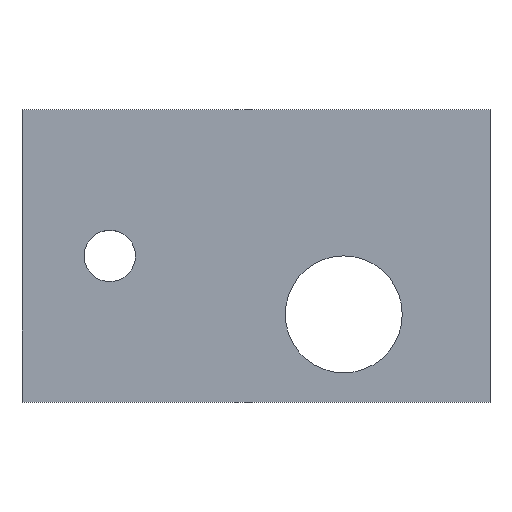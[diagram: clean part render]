
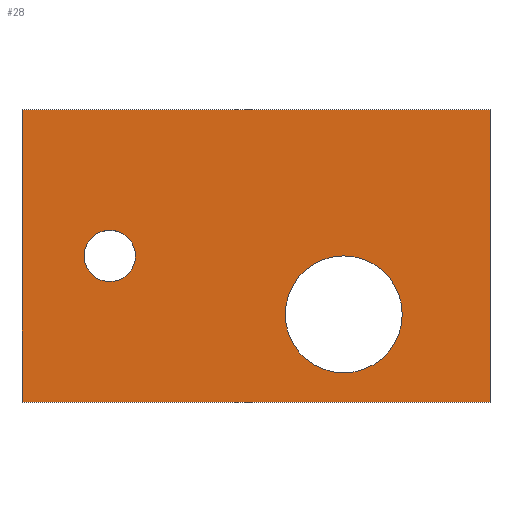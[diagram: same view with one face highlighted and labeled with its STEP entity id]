
A CAD part, top view. The second image highlights one B-rep face of the part: STEP entity #28.
In plain terms, the highlighted planar face has unit normal (0, 0, 1).
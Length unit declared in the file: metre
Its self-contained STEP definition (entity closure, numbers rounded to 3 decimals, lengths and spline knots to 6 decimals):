
#9 = EDGE_LOOP ( 'NONE', ( #157, #93 ) ) ;
#28 = ADVANCED_FACE ( 'NONE', ( #392, #393, #394 ), #395, .F. ) ;
#51 = VERTEX_POINT ( 'NONE', #485 ) ;
#74 = EDGE_LOOP ( 'NONE', ( #908, #145 ) ) ;
#93 = ORIENTED_EDGE ( 'NONE', *, *, #1208, .T. ) ;
#119 = EDGE_CURVE ( 'NONE', #851, #1047, #960, .T. ) ;
#120 = EDGE_LOOP ( 'NONE', ( #258, #205, #250, #204 ) ) ;
#133 = VERTEX_POINT ( 'NONE', #989 ) ;
#145 = ORIENTED_EDGE ( 'NONE', *, *, #221, .T. ) ;
#157 = ORIENTED_EDGE ( 'NONE', *, *, #119, .T. ) ;
#203 = VERTEX_POINT ( 'NONE', #778 ) ;
#204 = ORIENTED_EDGE ( 'NONE', *, *, #244, .T. ) ;
#205 = ORIENTED_EDGE ( 'NONE', *, *, #1102, .T. ) ;
#221 = EDGE_CURVE ( 'NONE', #203, #133, #281, .T. ) ;
#244 = EDGE_CURVE ( 'NONE', #51, #261, #352, .T. ) ;
#250 = ORIENTED_EDGE ( 'NONE', *, *, #1275, .T. ) ;
#258 = ORIENTED_EDGE ( 'NONE', *, *, #425, .T. ) ;
#261 = VERTEX_POINT ( 'NONE', #416 ) ;
#281 = CIRCLE ( 'NONE', #282, 0.02 ) ;
#282 = AXIS2_PLACEMENT_3D ( 'NONE', #283, #284, #285 ) ;
#283 = CARTESIAN_POINT ( 'NONE',  ( 0.11, 0.03, 0.05 ) ) ;
#284 = DIRECTION ( 'NONE',  ( 0., 0., -1. ) ) ;
#285 = DIRECTION ( 'NONE',  ( -1., 0., 0. ) ) ;
#352 = LINE ( 'NONE', #353, #354 ) ;
#353 = CARTESIAN_POINT ( 'NONE',  ( 0., 0.1, 0.05 ) ) ;
#354 = VECTOR ( 'NONE',  #356 ,1. ) ;
#356 = DIRECTION ( 'NONE',  ( -1., 0., 0. ) ) ;
#392 = FACE_BOUND ( 'NONE', #9, .T. ) ;
#393 = FACE_BOUND ( 'NONE', #74, .T. ) ;
#394 = FACE_OUTER_BOUND ( 'NONE', #120, .T. ) ;
#395 = PLANE ( 'NONE',  #396 ) ;
#396 = AXIS2_PLACEMENT_3D ( 'NONE', #397, #398, #399 ) ;
#397 = CARTESIAN_POINT ( 'NONE',  ( 0., 0.1, 0.05 ) ) ;
#398 = DIRECTION ( 'NONE',  ( 0., 0., -1. ) ) ;
#399 = DIRECTION ( 'NONE',  ( -1., 0., 0. ) ) ;
#416 = CARTESIAN_POINT ( 'NONE',  ( 0., 0.1, 0.05 ) ) ;
#425 = EDGE_CURVE ( 'NONE', #261, #1210, #520, .T. ) ;
#485 = CARTESIAN_POINT ( 'NONE',  ( 0.16, 0.1, 0.05 ) ) ;
#520 = LINE ( 'NONE', #521, #522 ) ;
#521 = CARTESIAN_POINT ( 'NONE',  ( 0., 0., 0.05 ) ) ;
#522 = VECTOR ( 'NONE',  #523 ,1. ) ;
#523 = DIRECTION ( 'NONE',  ( 0., -1., 0. ) ) ;
#582 = EDGE_CURVE ( 'NONE', #133, #203, #633, .T. ) ;
#633 = CIRCLE ( 'NONE', #634, 0.02 ) ;
#634 = AXIS2_PLACEMENT_3D ( 'NONE', #636, #637, #638 ) ;
#636 = CARTESIAN_POINT ( 'NONE',  ( 0.11, 0.03, 0.05 ) ) ;
#637 = DIRECTION ( 'NONE',  ( 0., 0., -1. ) ) ;
#638 = DIRECTION ( 'NONE',  ( -1., 0., 0. ) ) ;
#731 = LINE ( 'NONE', #732, #733 ) ;
#732 = CARTESIAN_POINT ( 'NONE',  ( 0.16, 0., 0.05 ) ) ;
#733 = VECTOR ( 'NONE',  #734 ,1. ) ;
#734 = DIRECTION ( 'NONE',  ( 0., 1., 0. ) ) ;
#771 = CARTESIAN_POINT ( 'NONE',  ( 0.16, 0., 0.05 ) ) ;
#778 = CARTESIAN_POINT ( 'NONE',  ( 0.13, 0.03, 0.05 ) ) ;
#811 = CARTESIAN_POINT ( 'NONE',  ( 0.0212, 0.05, 0.05 ) ) ;
#851 = VERTEX_POINT ( 'NONE', #811 ) ;
#908 = ORIENTED_EDGE ( 'NONE', *, *, #582, .T. ) ;
#933 = CARTESIAN_POINT ( 'NONE',  ( 0.0388, 0.05, 0.05 ) ) ;
#954 = LINE ( 'NONE', #955, #956 ) ;
#955 = CARTESIAN_POINT ( 'NONE',  ( 0., 0., 0.05 ) ) ;
#956 = VECTOR ( 'NONE',  #957 ,1. ) ;
#957 = DIRECTION ( 'NONE',  ( 1., 0., 0. ) ) ;
#960 = CIRCLE ( 'NONE', #961, 0.0088 ) ;
#961 = AXIS2_PLACEMENT_3D ( 'NONE', #962, #963, #964 ) ;
#962 = CARTESIAN_POINT ( 'NONE',  ( 0.03, 0.05, 0.05 ) ) ;
#963 = DIRECTION ( 'NONE',  ( 0., 0., -1. ) ) ;
#964 = DIRECTION ( 'NONE',  ( -1., 0., 0. ) ) ;
#983 = CIRCLE ( 'NONE', #984, 0.0088 ) ;
#984 = AXIS2_PLACEMENT_3D ( 'NONE', #985, #986, #987 ) ;
#985 = CARTESIAN_POINT ( 'NONE',  ( 0.03, 0.05, 0.05 ) ) ;
#986 = DIRECTION ( 'NONE',  ( 0., 0., -1. ) ) ;
#987 = DIRECTION ( 'NONE',  ( -1., 0., 0. ) ) ;
#989 = CARTESIAN_POINT ( 'NONE',  ( 0.09, 0.03, 0.05 ) ) ;
#990 = CARTESIAN_POINT ( 'NONE',  ( 0., 0., 0.05 ) ) ;
#1047 = VERTEX_POINT ( 'NONE', #933 ) ;
#1102 = EDGE_CURVE ( 'NONE', #1210, #1286, #954, .T. ) ;
#1208 = EDGE_CURVE ( 'NONE', #1047, #851, #983, .T. ) ;
#1210 = VERTEX_POINT ( 'NONE', #990 ) ;
#1275 = EDGE_CURVE ( 'NONE', #1286, #51, #731, .T. ) ;
#1286 = VERTEX_POINT ( 'NONE', #771 ) ;
